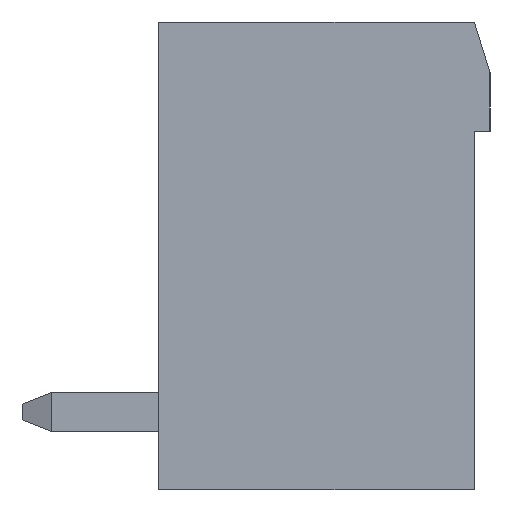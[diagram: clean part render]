
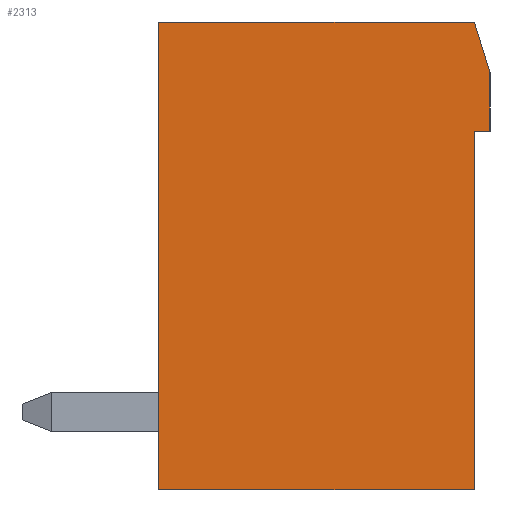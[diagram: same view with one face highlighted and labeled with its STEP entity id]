
A CAD part, left-side view. The second image highlights one B-rep face of the part: STEP entity #2313.
In plain terms, the highlighted planar face has unit normal (-1, 0, 0).
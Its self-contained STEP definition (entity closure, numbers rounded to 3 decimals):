
#2313 = ADVANCED_FACE( '', ( #4612 ), #4613, .T. );
#4612 = FACE_OUTER_BOUND( '', #6891, .T. );
#4613 = PLANE( '', #6892 );
#6891 = EDGE_LOOP( '', ( #13587, #13588, #13589, #13590, #13591, #13592, #13593 ) );
#6892 = AXIS2_PLACEMENT_3D( '', #13594, #13595, #13596 );
#13587 = ORIENTED_EDGE( '', *, *, #16669, .T. );
#13588 = ORIENTED_EDGE( '', *, *, #14207, .T. );
#13589 = ORIENTED_EDGE( '', *, *, #16717, .T. );
#13590 = ORIENTED_EDGE( '', *, *, #15593, .T. );
#13591 = ORIENTED_EDGE( '', *, *, #16806, .T. );
#13592 = ORIENTED_EDGE( '', *, *, #16587, .T. );
#13593 = ORIENTED_EDGE( '', *, *, #15450, .T. );
#13594 = CARTESIAN_POINT( '', ( -54.34, 0., 0. ) );
#13595 = DIRECTION( '', ( -1., 0., 0. ) );
#13596 = DIRECTION( '', ( 0., 0., 1. ) );
#14207 = EDGE_CURVE( '', #17093, #17091, #17094, .T. );
#15450 = EDGE_CURVE( '', #19183, #19184, #19185, .T. );
#15593 = EDGE_CURVE( '', #19393, #19391, #19394, .T. );
#16587 = EDGE_CURVE( '', #20734, #19183, #20735, .T. );
#16669 = EDGE_CURVE( '', #19184, #17093, #20819, .T. );
#16717 = EDGE_CURVE( '', #17091, #19393, #20871, .T. );
#16806 = EDGE_CURVE( '', #19391, #20734, #20963, .T. );
#17091 = VERTEX_POINT( '', #21330 );
#17093 = VERTEX_POINT( '', #21333 );
#17094 = LINE( '', #21334, #21335 );
#19183 = VERTEX_POINT( '', #24347 );
#19184 = VERTEX_POINT( '', #24348 );
#19185 = LINE( '', #24349, #24350 );
#19391 = VERTEX_POINT( '', #24661 );
#19393 = VERTEX_POINT( '', #24664 );
#19394 = LINE( '', #24665, #24666 );
#20734 = VERTEX_POINT( '', #26685 );
#20735 = LINE( '', #26686, #26687 );
#20819 = LINE( '', #26805, #26806 );
#20871 = LINE( '', #26882, #26883 );
#20963 = LINE( '', #27018, #27019 );
#21330 = CARTESIAN_POINT( '', ( -54.34, 4.05, 6. ) );
#21333 = CARTESIAN_POINT( '', ( -54.34, -4.05, 6. ) );
#21334 = CARTESIAN_POINT( '', ( -54.34, -4.05, 6. ) );
#21335 = VECTOR( '', #27246, 1000. );
#24347 = CARTESIAN_POINT( '', ( -54.34, -4.45, 3.2 ) );
#24348 = CARTESIAN_POINT( '', ( -54.34, -4.45, 4.7 ) );
#24349 = CARTESIAN_POINT( '', ( -54.34, -4.45, 3.2 ) );
#24350 = VECTOR( '', #28392, 1000. );
#24661 = CARTESIAN_POINT( '', ( -54.34, -4.05, -6. ) );
#24664 = CARTESIAN_POINT( '', ( -54.34, 4.05, -6. ) );
#24665 = CARTESIAN_POINT( '', ( -54.34, 4.05, -6. ) );
#24666 = VECTOR( '', #28526, 1000. );
#26685 = CARTESIAN_POINT( '', ( -54.34, -4.05, 3.2 ) );
#26686 = CARTESIAN_POINT( '', ( -54.34, -4.05, 3.2 ) );
#26687 = VECTOR( '', #29323, 1000. );
#26805 = CARTESIAN_POINT( '', ( -54.34, -4.45, 4.7 ) );
#26806 = VECTOR( '', #29358, 1000. );
#26882 = CARTESIAN_POINT( '', ( -54.34, 4.05, 6. ) );
#26883 = VECTOR( '', #29386, 1000. );
#27018 = CARTESIAN_POINT( '', ( -54.34, -4.05, -6. ) );
#27019 = VECTOR( '', #29439, 1000. );
#27246 = DIRECTION( '', ( 0., 1., 0. ) );
#28392 = DIRECTION( '', ( 0., 0., 1. ) );
#28526 = DIRECTION( '', ( 0., -1., 0. ) );
#29323 = DIRECTION( '', ( 0., -1., 0. ) );
#29358 = DIRECTION( '', ( 0., 0.294, 0.956 ) );
#29386 = DIRECTION( '', ( 0., 0., -1. ) );
#29439 = DIRECTION( '', ( 0., 0., 1. ) );
